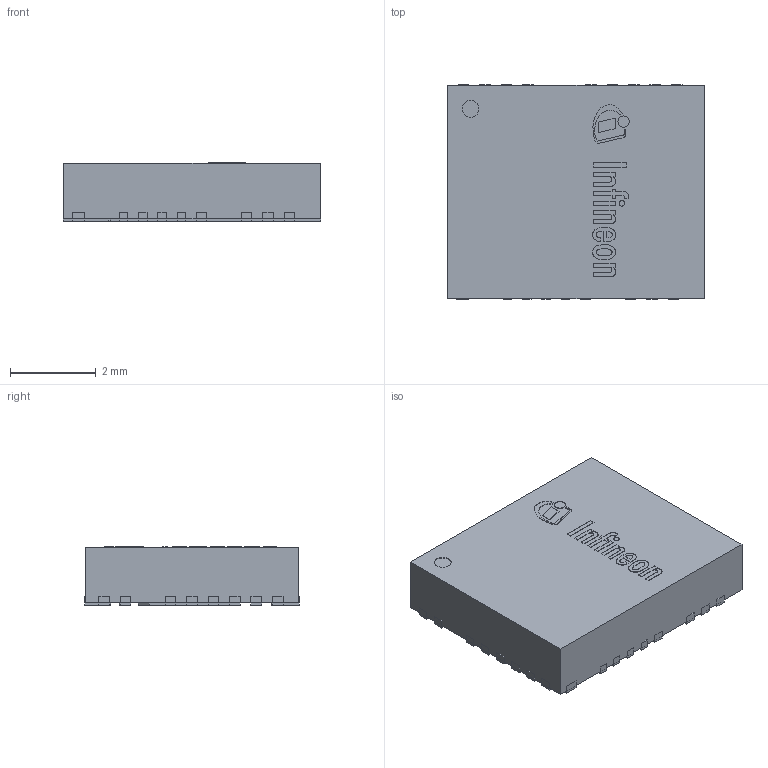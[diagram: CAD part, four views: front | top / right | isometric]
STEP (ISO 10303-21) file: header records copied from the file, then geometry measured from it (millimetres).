
FILE_DESCRIPTION(/* description */ (''),/* implementation_level */ '2;1');
FILE_NAME(/* name */ '1.stp',/* time_stamp */ '2025-08-28T20:20:45+05:30',/* author */ ('sivamani'),/* organization */ (''),/* preprocessor_version */ 'ST-DEVELOPER v19.2',/* originating_system */ 'AutoCAD Mechanical',/* authorisation */ '');
FILE_SCHEMA (('AUTOMOTIVE_DESIGN { 1 0 10303 214 3 1 1 }'));
Length unit declared in the file: millimetre
Products named in the file (1): Product
Bounding box: 6 x 5 x 1.36 mm (x, y, z)
Volume: 41.3 mm3; surface area: 128.2 mm2
Topology: 38 solids, 38 shells, 347 faces, 810 edges, 540 vertices
Faces by surface type: plane 281, cylinder 48, bspline 18
Full cylindrical faces by diameter (mm): 0.127 x1, 0.261 x1, 0.39 x2
Entity records: 10036 total; most frequent: CARTESIAN_POINT 2068, ORIENTED_EDGE 1620, DIRECTION 1530, EDGE_CURVE 810, LINE 678, VECTOR 678, VERTEX_POINT 540, AXIS2_PLACEMENT_3D 426
